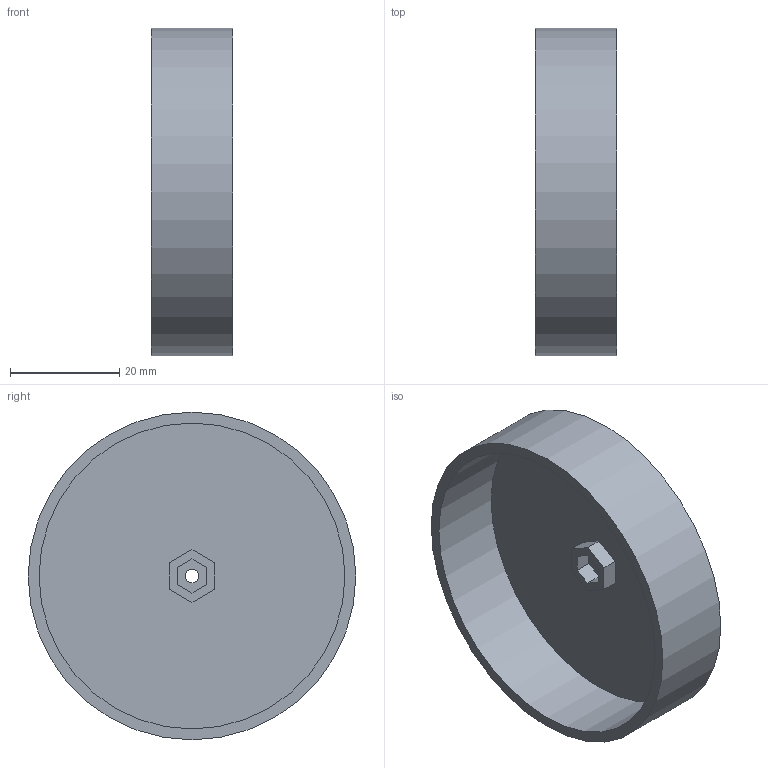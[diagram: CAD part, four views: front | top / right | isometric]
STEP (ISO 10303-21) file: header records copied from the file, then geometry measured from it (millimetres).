
FILE_DESCRIPTION(/* description */ (''),/* implementation_level */ '2;1');
FILE_NAME(/* name */ 'Rear-Wheel-60mm.step',/* time_stamp */ '2025-09-20T22:50:55+06:00',/* author */ (''),/* organization */ (''),/* preprocessor_version */ 'ST-DEVELOPER v20.1',/* originating_system */ 'Autodesk Translation Framework v14.17.0.0',/* authorisation */ '');
FILE_SCHEMA (('AUTOMOTIVE_DESIGN { 1 0 10303 214 3 1 1 }'));
Length unit declared in the file: millimetre
Products named in the file (1): Configuration 1
Bounding box: 15 x 60 x 60 mm (x, y, z)
Volume: 9256.1 mm3; surface area: 10999.4 mm2
Topology: 1 solids, 1 shells, 21 faces, 47 edges, 31 vertices
Faces by surface type: plane 17, cylinder 3, cone 1
Full cylindrical faces by diameter (mm): 2.5 x1, 56 x1, 60 x1
Entity records: 634 total; most frequent: CARTESIAN_POINT 100, DIRECTION 98, ORIENTED_EDGE 94, EDGE_CURVE 47, LINE 40, VECTOR 40, VERTEX_POINT 31, AXIS2_PLACEMENT_3D 29
